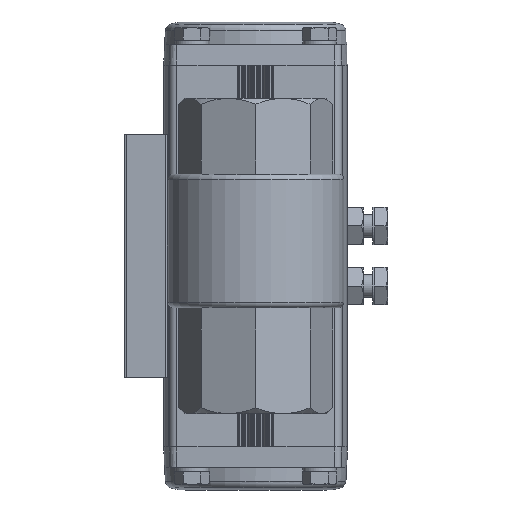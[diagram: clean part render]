
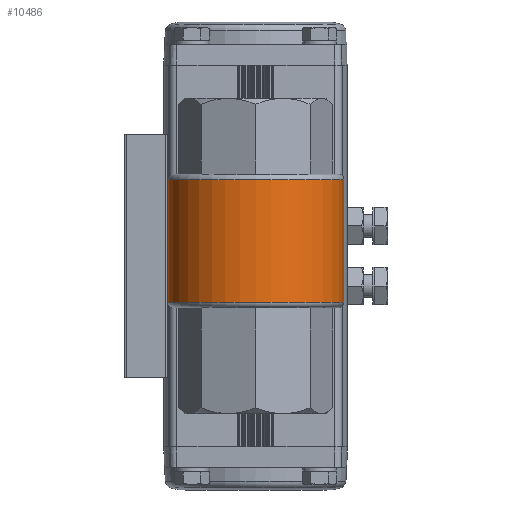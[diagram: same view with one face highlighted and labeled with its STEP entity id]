
A CAD part, front view. The second image highlights one B-rep face of the part: STEP entity #10486.
In plain terms, the highlighted cylindrical face has radius 23.5 mm (diameter 47 mm), a full revolution.
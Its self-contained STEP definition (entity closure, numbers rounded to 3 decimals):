
#384=CIRCLE('',#11342,23.5);
#385=CIRCLE('',#11343,23.5);
#926=CYLINDRICAL_SURFACE('',#11341,23.5);
#2378=ORIENTED_EDGE('',*,*,#5352,.F.);
#2379=ORIENTED_EDGE('',*,*,#5353,.F.);
#2380=ORIENTED_EDGE('',*,*,#5354,.T.);
#5352=EDGE_CURVE('',#6833,#6833,#384,.T.);
#5353=EDGE_CURVE('',#6834,#6834,#7830,.T.);
#5354=EDGE_CURVE('',#6835,#6835,#385,.T.);
#6833=VERTEX_POINT('',#16056);
#6834=VERTEX_POINT('',#16078);
#6835=VERTEX_POINT('',#16080);
#7830=B_SPLINE_CURVE_WITH_KNOTS('',3,(#16057,#16058,#16059,#16060,#16061,
#16062,#16063,#16064,#16065,#16066,#16067,#16068,#16069,#16070,#16071,#16072,
#16073,#16074,#16075,#16076,#16077),.UNSPECIFIED.,.T.,.F.,(1,1,1,1,1,1,
1,1,1,1,1,1,1,1,1,1,1,1,1,1,1,1,1,1,1),(-0.007,-0.004,
-0.002,0.,0.004,0.009,0.013,
0.017,0.022,0.026,0.031,
0.035,0.039,0.044,0.048,
0.052,0.057,0.061,0.063,
0.065,0.068,0.07,0.074,
0.078,0.083),.UNSPECIFIED.);
#8123=EDGE_LOOP('',(#2378));
#8124=EDGE_LOOP('',(#2379));
#8125=EDGE_LOOP('',(#2380));
#9114=FACE_BOUND('',#8123,.T.);
#9115=FACE_BOUND('',#8124,.T.);
#9116=FACE_BOUND('',#8125,.T.);
#10486=ADVANCED_FACE('',(#9114,#9115,#9116),#926,.T.);
#11341=AXIS2_PLACEMENT_3D('',#16054,#12715,#12716);
#11342=AXIS2_PLACEMENT_3D('',#16055,#12717,#12718);
#11343=AXIS2_PLACEMENT_3D('',#16079,#12719,#12720);
#12715=DIRECTION('',(0.,0.,-1.));
#12716=DIRECTION('',(-1.,0.,0.));
#12717=DIRECTION('',(0.,0.,-1.));
#12718=DIRECTION('',(-1.,0.,0.));
#12719=DIRECTION('',(0.,0.,-1.));
#12720=DIRECTION('',(-1.,0.,0.));
#16054=CARTESIAN_POINT('',(0.,0.,-13.8));
#16055=CARTESIAN_POINT('',(0.,0.,-12.3));
#16056=CARTESIAN_POINT('',(-23.5,0.,-12.3));
#16057=CARTESIAN_POINT('',(2.216,23.428,-10.849));
#16058=CARTESIAN_POINT('',(-0.745,23.572,-11.151));
#16059=CARTESIAN_POINT('',(-4.376,23.212,-10.402));
#16060=CARTESIAN_POINT('',(-7.979,22.183,-7.966));
#16061=CARTESIAN_POINT('',(-10.396,21.101,-4.384));
#16062=CARTESIAN_POINT('',(-11.299,20.601,-0.027));
#16063=CARTESIAN_POINT('',(-10.409,21.095,4.366));
#16064=CARTESIAN_POINT('',(-7.984,22.181,7.96));
#16065=CARTESIAN_POINT('',(-4.392,23.209,10.396));
#16066=CARTESIAN_POINT('',(-0.027,23.644,11.298));
#16067=CARTESIAN_POINT('',(4.36,23.217,10.413));
#16068=CARTESIAN_POINT('',(7.974,22.185,7.972));
#16069=CARTESIAN_POINT('',(10.397,21.101,4.386));
#16070=CARTESIAN_POINT('',(11.297,20.601,0.022));
#16071=CARTESIAN_POINT('',(10.414,21.093,-4.356));
#16072=CARTESIAN_POINT('',(8.382,22.002,-7.366));
#16073=CARTESIAN_POINT('',(6.192,22.695,-9.176));
#16074=CARTESIAN_POINT('',(4.279,23.137,-10.21));
#16075=CARTESIAN_POINT('',(2.216,23.428,-10.849));
#16076=CARTESIAN_POINT('',(-0.745,23.572,-11.151));
#16077=CARTESIAN_POINT('',(-4.376,23.212,-10.402));
#16078=CARTESIAN_POINT('',(0.,23.5,-11.));
#16079=CARTESIAN_POINT('',(0.,0.,20.3));
#16080=CARTESIAN_POINT('',(-23.5,0.,20.3));
